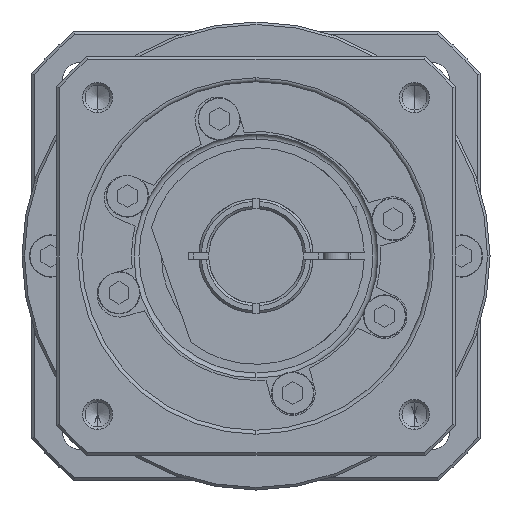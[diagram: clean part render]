
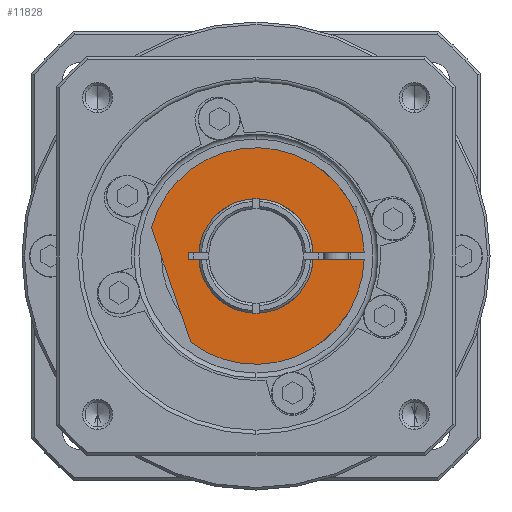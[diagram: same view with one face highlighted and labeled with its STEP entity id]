
A CAD part, left-side view. The second image highlights one B-rep face of the part: STEP entity #11828.
In plain terms, the highlighted planar face has unit normal (-1, 0, 0).
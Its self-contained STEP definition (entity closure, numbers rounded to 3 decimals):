
#22 = LINE ( 'NONE', #8699, #973 ) ;
#419 = VECTOR ( 'NONE', #8389, 1000. ) ;
#563 = EDGE_CURVE ( 'NONE', #14025, #8709, #22, .T. ) ;
#758 = DIRECTION ( 'NONE',  ( 0., 1., 0. ) ) ;
#824 = VERTEX_POINT ( 'NONE', #19021 ) ;
#973 = VECTOR ( 'NONE', #4790, 1000. ) ;
#1423 = DIRECTION ( 'NONE',  ( 0., 1., 0. ) ) ;
#1908 = VERTEX_POINT ( 'NONE', #2547 ) ;
#1914 = DIRECTION ( 'NONE',  ( 0., -1., 0. ) ) ;
#2059 = EDGE_CURVE ( 'NONE', #17635, #14025, #19318, .T. ) ;
#2298 = CARTESIAN_POINT ( 'NONE',  ( -111.777, 11.476, 0.75 ) ) ;
#2547 = CARTESIAN_POINT ( 'NONE',  ( -111.777, -21.737, -0.75 ) ) ;
#2739 = CARTESIAN_POINT ( 'NONE',  ( -111.777, -11.476, 0.75 ) ) ;
#3219 = LINE ( 'NONE', #17197, #13345 ) ;
#3733 = ORIENTED_EDGE ( 'NONE', *, *, #2059, .F. ) ;
#3859 = ORIENTED_EDGE ( 'NONE', *, *, #12936, .F. ) ;
#3947 = CARTESIAN_POINT ( 'NONE',  ( -111.777, 0., 0. ) ) ;
#4131 = EDGE_CURVE ( 'NONE', #19076, #10474, #5265, .T. ) ;
#4286 = CARTESIAN_POINT ( 'NONE',  ( -111.777, 13.044, -17.404 ) ) ;
#4357 = DIRECTION ( 'NONE',  ( 1., 0., 0. ) ) ;
#4398 = CARTESIAN_POINT ( 'NONE',  ( -111.777, 13.5, 0.75 ) ) ;
#4790 = DIRECTION ( 'NONE',  ( 0., 1., 0. ) ) ;
#4987 = EDGE_CURVE ( 'NONE', #1908, #8707, #11263, .T. ) ;
#5165 = EDGE_CURVE ( 'NONE', #8709, #824, #7908, .T. ) ;
#5265 = CIRCLE ( 'NONE', #13698, 11.5 ) ;
#5566 = ORIENTED_EDGE ( 'NONE', *, *, #4987, .F. ) ;
#5848 = AXIS2_PLACEMENT_3D ( 'NONE', #6521, #11298, #14298 ) ;
#5960 = CARTESIAN_POINT ( 'NONE',  ( -111.777, 0., 0. ) ) ;
#6148 = CARTESIAN_POINT ( 'NONE',  ( -111.777, 0., 0. ) ) ;
#6216 = DIRECTION ( 'NONE',  ( 0., 0.326, 0.946 ) ) ;
#6521 = CARTESIAN_POINT ( 'NONE',  ( -111.777, 0., 0. ) ) ;
#6562 = ORIENTED_EDGE ( 'NONE', *, *, #19694, .F. ) ;
#6847 = DIRECTION ( 'NONE',  ( -1., 0., 0. ) ) ;
#6916 = CARTESIAN_POINT ( 'NONE',  ( -111.777, 11.476, -0.75 ) ) ;
#7035 = EDGE_CURVE ( 'NONE', #824, #17374, #17816, .T. ) ;
#7233 = AXIS2_PLACEMENT_3D ( 'NONE', #3947, #14816, #19627 ) ;
#7273 = ORIENTED_EDGE ( 'NONE', *, *, #4131, .F. ) ;
#7459 = DIRECTION ( 'NONE',  ( 0., 1., 0. ) ) ;
#7908 = CIRCLE ( 'NONE', #7233, 11.5 ) ;
#8024 = ORIENTED_EDGE ( 'NONE', *, *, #8432, .F. ) ;
#8031 = CARTESIAN_POINT ( 'NONE',  ( -111.777, 20.994, 5.684 ) ) ;
#8389 = DIRECTION ( 'NONE',  ( 0., 0., -1. ) ) ;
#8432 = EDGE_CURVE ( 'NONE', #10474, #1908, #19436, .T. ) ;
#8468 = DIRECTION ( 'NONE',  ( 0., -1., 0. ) ) ;
#8699 = CARTESIAN_POINT ( 'NONE',  ( -111.777, -21.737, 0.75 ) ) ;
#8707 = VERTEX_POINT ( 'NONE', #4286 ) ;
#8709 = VERTEX_POINT ( 'NONE', #2739 ) ;
#9070 = ORIENTED_EDGE ( 'NONE', *, *, #7035, .F. ) ;
#9719 = ORIENTED_EDGE ( 'NONE', *, *, #5165, .F. ) ;
#10474 = VERTEX_POINT ( 'NONE', #16610 ) ;
#11263 = CIRCLE ( 'NONE', #11487, 21.75 ) ;
#11298 = DIRECTION ( 'NONE',  ( 1., 0., 0. ) ) ;
#11487 = AXIS2_PLACEMENT_3D ( 'NONE', #6148, #13738, #1423 ) ;
#11828 = ADVANCED_FACE ( 'NONE', ( #19122 ), #17240, .F. ) ;
#11844 = ORIENTED_EDGE ( 'NONE', *, *, #563, .F. ) ;
#12365 = CARTESIAN_POINT ( 'NONE',  ( -111.777, 13.5, -0.75 ) ) ;
#12468 = CARTESIAN_POINT ( 'NONE',  ( -111.777, -21.737, -0.75 ) ) ;
#12936 = EDGE_CURVE ( 'NONE', #17374, #13952, #13481, .T. ) ;
#13183 = VECTOR ( 'NONE', #19410, 1000. ) ;
#13277 = AXIS2_PLACEMENT_3D ( 'NONE', #5960, #4357, #7459 ) ;
#13345 = VECTOR ( 'NONE', #6216, 1000. ) ;
#13481 = LINE ( 'NONE', #17448, #419 ) ;
#13698 = AXIS2_PLACEMENT_3D ( 'NONE', #16338, #6847, #758 ) ;
#13699 = CARTESIAN_POINT ( 'NONE',  ( -111.777, 11.476, -0.75 ) ) ;
#13738 = DIRECTION ( 'NONE',  ( 1., 0., 0. ) ) ;
#13952 = VERTEX_POINT ( 'NONE', #12365 ) ;
#14025 = VERTEX_POINT ( 'NONE', #14461 ) ;
#14298 = DIRECTION ( 'NONE',  ( 0., 1., 0. ) ) ;
#14461 = CARTESIAN_POINT ( 'NONE',  ( -111.777, -21.737, 0.75 ) ) ;
#14816 = DIRECTION ( 'NONE',  ( -1., 0., 0. ) ) ;
#15805 = VECTOR ( 'NONE', #1914, 1000. ) ;
#16338 = CARTESIAN_POINT ( 'NONE',  ( -111.777, 0., 0. ) ) ;
#16610 = CARTESIAN_POINT ( 'NONE',  ( -111.777, -11.476, -0.75 ) ) ;
#17070 = VECTOR ( 'NONE', #8468, 1000. ) ;
#17083 = EDGE_CURVE ( 'NONE', #13952, #19076, #19011, .T. ) ;
#17197 = CARTESIAN_POINT ( 'NONE',  ( -111.777, 20.994, 5.684 ) ) ;
#17240 = PLANE ( 'NONE',  #5848 ) ;
#17374 = VERTEX_POINT ( 'NONE', #4398 ) ;
#17448 = CARTESIAN_POINT ( 'NONE',  ( -111.777, 13.5, 0.75 ) ) ;
#17635 = VERTEX_POINT ( 'NONE', #8031 ) ;
#17816 = LINE ( 'NONE', #2298, #13183 ) ;
#18112 = ORIENTED_EDGE ( 'NONE', *, *, #17083, .F. ) ;
#19011 = LINE ( 'NONE', #6916, #17070 ) ;
#19021 = CARTESIAN_POINT ( 'NONE',  ( -111.777, 11.476, 0.75 ) ) ;
#19076 = VERTEX_POINT ( 'NONE', #13699 ) ;
#19122 = FACE_OUTER_BOUND ( 'NONE', #19853, .T. ) ;
#19318 = CIRCLE ( 'NONE', #13277, 21.75 ) ;
#19410 = DIRECTION ( 'NONE',  ( 0., 1., 0. ) ) ;
#19436 = LINE ( 'NONE', #12468, #15805 ) ;
#19627 = DIRECTION ( 'NONE',  ( 0., 1., 0. ) ) ;
#19694 = EDGE_CURVE ( 'NONE', #8707, #17635, #3219, .T. ) ;
#19853 = EDGE_LOOP ( 'NONE', ( #9719, #11844, #3733, #6562, #5566, #8024, #7273, #18112, #3859, #9070 ) ) ;
